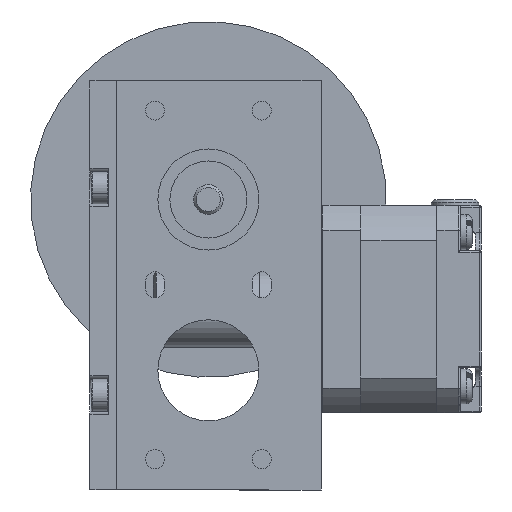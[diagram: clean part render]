
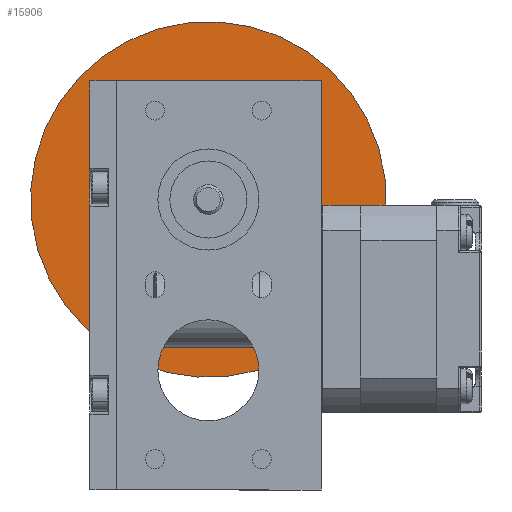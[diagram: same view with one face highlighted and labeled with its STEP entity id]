
A CAD part, front view. The second image highlights one B-rep face of the part: STEP entity #15906.
In plain terms, the highlighted planar face has unit normal (0, -1, 0).
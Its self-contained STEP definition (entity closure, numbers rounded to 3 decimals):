
#24 = CARTESIAN_POINT ( 'NONE',  ( -3.431, -3.5, 29.803 ) ) ;
#146 = AXIS2_PLACEMENT_3D ( 'NONE', #10089, #10258, #3791 ) ;
#189 = FACE_BOUND ( 'NONE', #10793, .T. ) ;
#435 = DIRECTION ( 'NONE',  ( 0.114, 0., -0.993 ) ) ;
#588 = CIRCLE ( 'NONE', #10321, 1.25 ) ;
#654 = AXIS2_PLACEMENT_3D ( 'NONE', #3476, #12406, #15519 ) ;
#743 = EDGE_CURVE ( 'Defeatured_0_388+Defeatured_0_304+Defeatured_0_304+Defeatured_0_304', #6692, #879, #2271, .T. ) ;
#788 = ORIENTED_EDGE ( 'NONE', *, *, #9232, .F. ) ;
#879 = VERTEX_POINT ( 'NONE', #2123 ) ;
#918 = EDGE_CURVE ( 'Defeatured_0_389+Defeatured_0_304+Defeatured_0_304+Defeatured_0_304', #7507, #1029, #13397, .T. ) ;
#1029 = VERTEX_POINT ( 'NONE', #3009 ) ;
#1067 = CARTESIAN_POINT ( 'NONE',  ( 15.988, -3.5, -7.722 ) ) ;
#1143 = DIRECTION ( 'NONE',  ( 0.114, 0., -0.993 ) ) ;
#1444 = FACE_BOUND ( 'NONE', #15557, .T. ) ;
#1483 = AXIS2_PLACEMENT_3D ( 'NONE', #12930, #7797, #2315 ) ;
#1530 = CARTESIAN_POINT ( 'NONE',  ( -15.874, -3.5, 6.729 ) ) ;
#1609 = VERTEX_POINT ( 'NONE', #2451 ) ;
#1952 = DIRECTION ( 'NONE',  ( 0., -1., 0. ) ) ;
#2052 = DIRECTION ( 'NONE',  ( 0., -1., 0. ) ) ;
#2055 = CARTESIAN_POINT ( 'NONE',  ( -0.457, -3.5, 3.974 ) ) ;
#2123 = CARTESIAN_POINT ( 'NONE',  ( 14.072, -3.5, 8.918 ) ) ;
#2208 = CIRCLE ( 'NONE', #11416, 30. ) ;
#2271 = CIRCLE ( 'NONE', #2775, 1.25 ) ;
#2315 = DIRECTION ( 'NONE',  ( 0.114, 0., -0.993 ) ) ;
#2429 = CARTESIAN_POINT ( 'NONE',  ( 15.988, -3.5, -7.722 ) ) ;
#2451 = CARTESIAN_POINT ( 'NONE',  ( 16.131, -3.5, -8.964 ) ) ;
#2554 = DIRECTION ( 'NONE',  ( 0., -1., 0. ) ) ;
#2594 = EDGE_CURVE ( 'Defeatured_0_304+Defeatured_0_303+Defeatured_0_303+Defeatured_0_303', #4625, #7813, #2208, .T. ) ;
#2629 = EDGE_LOOP ( 'NONE', ( #788, #10407 ) ) ;
#2775 = AXIS2_PLACEMENT_3D ( 'NONE', #13330, #1952, #10955 ) ;
#2863 = ORIENTED_EDGE ( 'NONE', *, *, #15809, .F. ) ;
#3009 = CARTESIAN_POINT ( 'NONE',  ( -13.672, -3.5, -12.395 ) ) ;
#3094 = CIRCLE ( 'NONE', #11218, 4. ) ;
#3300 = ORIENTED_EDGE ( 'NONE', *, *, #15198, .F. ) ;
#3364 = CIRCLE ( 'NONE', #1483, 1.25 ) ;
#3380 = VERTEX_POINT ( 'NONE', #11948 ) ;
#3476 = CARTESIAN_POINT ( 'NONE',  ( 0., -3.5, 0. ) ) ;
#3791 = DIRECTION ( 'NONE',  ( 0.114, 0., -0.993 ) ) ;
#4052 = DIRECTION ( 'NONE',  ( 0., -1., 0. ) ) ;
#4227 = FACE_OUTER_BOUND ( 'NONE', #10257, .T. ) ;
#4532 = CARTESIAN_POINT ( 'NONE',  ( 3.431, -3.5, -29.803 ) ) ;
#4625 = VERTEX_POINT ( 'NONE', #4532 ) ;
#4779 = DIRECTION ( 'NONE',  ( 0., -1., 0. ) ) ;
#4877 = DIRECTION ( 'NONE',  ( 0., -1., 0. ) ) ;
#5115 = ORIENTED_EDGE ( 'NONE', *, *, #2594, .T. ) ;
#5207 = CIRCLE ( 'NONE', #654, 30. ) ;
#5269 = EDGE_CURVE ( 'Defeatured_0_386+Defeatured_0_304+Defeatured_0_304+Defeatured_0_304', #11457, #6760, #588, .T. ) ;
#5757 = CARTESIAN_POINT ( 'NONE',  ( 13.787, -3.5, 11.401 ) ) ;
#5968 = EDGE_CURVE ( 'Defeatured_0_387+Defeatured_0_304+Defeatured_0_304+Defeatured_0_304', #1609, #3380, #8971, .T. ) ;
#6219 = DIRECTION ( 'NONE',  ( 0.114, 0., -0.993 ) ) ;
#6692 = VERTEX_POINT ( 'NONE', #5757 ) ;
#6760 = VERTEX_POINT ( 'NONE', #14893 ) ;
#6821 = VERTEX_POINT ( 'NONE', #11681 ) ;
#6823 = EDGE_CURVE ( 'Defeatured_0_304+Defeatured_0_303+Defeatured_0_303+Defeatured_0_303', #7813, #4625, #5207, .T. ) ;
#7385 = CARTESIAN_POINT ( 'NONE',  ( 0., -3.5, 0. ) ) ;
#7507 = VERTEX_POINT ( 'NONE', #16281 ) ;
#7797 = DIRECTION ( 'NONE',  ( 0., -1., 0. ) ) ;
#7813 = VERTEX_POINT ( 'NONE', #24 ) ;
#7854 = FACE_BOUND ( 'NONE', #16551, .T. ) ;
#8392 = CARTESIAN_POINT ( 'NONE',  ( -13.815, -3.5, -11.153 ) ) ;
#8500 = DIRECTION ( 'NONE',  ( 0.114, 0., -0.993 ) ) ;
#8971 = CIRCLE ( 'NONE', #11429, 1.25 ) ;
#9217 = ORIENTED_EDGE ( 'NONE', *, *, #5269, .F. ) ;
#9227 = FACE_BOUND ( 'NONE', #15465, .T. ) ;
#9232 = EDGE_CURVE ( 'Defeatured_0_389+Defeatured_0_304+Defeatured_0_304+Defeatured_0_304', #1029, #7507, #9354, .T. ) ;
#9354 = CIRCLE ( 'NONE', #9630, 1.25 ) ;
#9630 = AXIS2_PLACEMENT_3D ( 'NONE', #8392, #2052, #16329 ) ;
#9876 = AXIS2_PLACEMENT_3D ( 'NONE', #15722, #4052, #15897 ) ;
#10072 = DIRECTION ( 'NONE',  ( 0.114, 0., -0.993 ) ) ;
#10089 = CARTESIAN_POINT ( 'NONE',  ( 0., -3.5, 0. ) ) ;
#10257 = EDGE_LOOP ( 'NONE', ( #10634, #5115 ) ) ;
#10258 = DIRECTION ( 'NONE',  ( 0., -1., 0. ) ) ;
#10321 = AXIS2_PLACEMENT_3D ( 'NONE', #1530, #10687, #435 ) ;
#10351 = DIRECTION ( 'NONE',  ( 0.114, 0., -0.993 ) ) ;
#10407 = ORIENTED_EDGE ( 'NONE', *, *, #918, .F. ) ;
#10495 = CIRCLE ( 'NONE', #12662, 1.25 ) ;
#10566 = CARTESIAN_POINT ( 'NONE',  ( 0., -3.5, 0. ) ) ;
#10599 = FACE_BOUND ( 'NONE', #2629, .T. ) ;
#10634 = ORIENTED_EDGE ( 'NONE', *, *, #6823, .T. ) ;
#10687 = DIRECTION ( 'NONE',  ( 0., -1., 0. ) ) ;
#10793 = EDGE_LOOP ( 'NONE', ( #15382, #9217 ) ) ;
#10955 = DIRECTION ( 'NONE',  ( 0.114, 0., -0.993 ) ) ;
#11218 = AXIS2_PLACEMENT_3D ( 'NONE', #7385, #15085, #8500 ) ;
#11416 = AXIS2_PLACEMENT_3D ( 'NONE', #10566, #15954, #15764 ) ;
#11429 = AXIS2_PLACEMENT_3D ( 'NONE', #1067, #4779, #1143 ) ;
#11457 = VERTEX_POINT ( 'NONE', #12011 ) ;
#11681 = CARTESIAN_POINT ( 'NONE',  ( 0.457, -3.5, -3.974 ) ) ;
#11948 = CARTESIAN_POINT ( 'NONE',  ( 15.845, -3.5, -6.481 ) ) ;
#12011 = CARTESIAN_POINT ( 'NONE',  ( -16.017, -3.5, 7.971 ) ) ;
#12406 = DIRECTION ( 'NONE',  ( 0., -1., 0. ) ) ;
#12662 = AXIS2_PLACEMENT_3D ( 'NONE', #2429, #16800, #6219 ) ;
#12921 = CARTESIAN_POINT ( 'NONE',  ( -15.874, -3.5, 6.729 ) ) ;
#12930 = CARTESIAN_POINT ( 'NONE',  ( 13.93, -3.5, 10.16 ) ) ;
#13330 = CARTESIAN_POINT ( 'NONE',  ( 13.93, -3.5, 10.16 ) ) ;
#13397 = CIRCLE ( 'NONE', #13893, 1.25 ) ;
#13893 = AXIS2_PLACEMENT_3D ( 'NONE', #16559, #4877, #10072 ) ;
#14182 = ORIENTED_EDGE ( 'NONE', *, *, #5968, .F. ) ;
#14228 = ORIENTED_EDGE ( 'NONE', *, *, #15347, .F. ) ;
#14264 = CIRCLE ( 'NONE', #15913, 1.25 ) ;
#14505 = EDGE_CURVE ( 'Defeatured_0_387+Defeatured_0_304+Defeatured_0_304+Defeatured_0_304', #3380, #1609, #10495, .T. ) ;
#14583 = ORIENTED_EDGE ( 'NONE', *, *, #14505, .F. ) ;
#14893 = CARTESIAN_POINT ( 'NONE',  ( -15.731, -3.5, 5.487 ) ) ;
#15085 = DIRECTION ( 'NONE',  ( 0., -1., 0. ) ) ;
#15198 = EDGE_CURVE ( 'Defeatured_0_305+Defeatured_0_304+Defeatured_0_304+Defeatured_0_304', #15587, #6821, #3094, .T. ) ;
#15225 = ORIENTED_EDGE ( 'NONE', *, *, #743, .F. ) ;
#15347 = EDGE_CURVE ( 'Defeatured_0_388+Defeatured_0_304+Defeatured_0_304+Defeatured_0_304', #879, #6692, #3364, .T. ) ;
#15382 = ORIENTED_EDGE ( 'NONE', *, *, #16656, .F. ) ;
#15465 = EDGE_LOOP ( 'NONE', ( #3300, #2863 ) ) ;
#15519 = DIRECTION ( 'NONE',  ( 0.114, 0., -0.993 ) ) ;
#15557 = EDGE_LOOP ( 'NONE', ( #14182, #14583 ) ) ;
#15587 = VERTEX_POINT ( 'NONE', #2055 ) ;
#15722 = CARTESIAN_POINT ( 'NONE',  ( 0., -3.5, 0. ) ) ;
#15764 = DIRECTION ( 'NONE',  ( 0.114, 0., -0.993 ) ) ;
#15802 = PLANE ( 'NONE',  #9876 ) ;
#15809 = EDGE_CURVE ( 'Defeatured_0_305+Defeatured_0_304+Defeatured_0_304+Defeatured_0_304', #6821, #15587, #16163, .T. ) ;
#15897 = DIRECTION ( 'NONE',  ( 0.114, 0., -0.993 ) ) ;
#15906 = ADVANCED_FACE ( 'Defeatured_0_304', ( #10599, #7854, #1444, #189, #4227, #9227 ), #15802, .T. ) ;
#15913 = AXIS2_PLACEMENT_3D ( 'NONE', #12921, #2554, #10351 ) ;
#15954 = DIRECTION ( 'NONE',  ( 0., -1., 0. ) ) ;
#16163 = CIRCLE ( 'NONE', #146, 4. ) ;
#16281 = CARTESIAN_POINT ( 'NONE',  ( -13.958, -3.5, -9.911 ) ) ;
#16329 = DIRECTION ( 'NONE',  ( 0.114, 0., -0.993 ) ) ;
#16551 = EDGE_LOOP ( 'NONE', ( #14228, #15225 ) ) ;
#16559 = CARTESIAN_POINT ( 'NONE',  ( -13.815, -3.5, -11.153 ) ) ;
#16656 = EDGE_CURVE ( 'Defeatured_0_386+Defeatured_0_304+Defeatured_0_304+Defeatured_0_304', #6760, #11457, #14264, .T. ) ;
#16800 = DIRECTION ( 'NONE',  ( 0., -1., 0. ) ) ;
